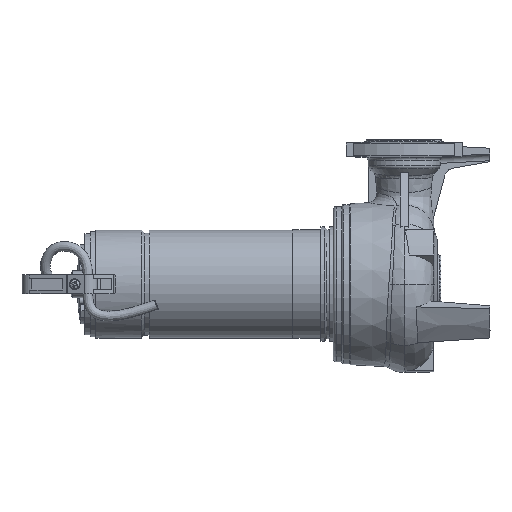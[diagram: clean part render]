
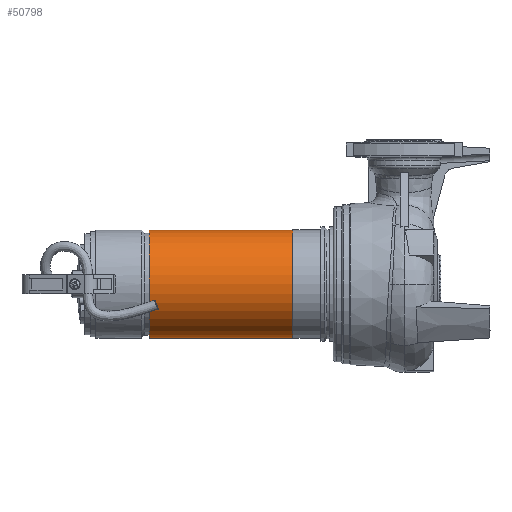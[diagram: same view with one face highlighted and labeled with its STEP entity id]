
A CAD part, left-side view. The second image highlights one B-rep face of the part: STEP entity #50798.
In plain terms, the highlighted cylindrical face has radius 56 mm (diameter 112 mm), a partial arc.
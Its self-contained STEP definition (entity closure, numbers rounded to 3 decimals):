
#952 = VERTEX_POINT ( 'NONE', #37793 ) ;
#2882 = CARTESIAN_POINT ( 'NONE',  ( 0., 292.501, 0. ) ) ;
#4622 = EDGE_CURVE ( 'NONE', #7930, #22424, #17020, .T. ) ;
#5657 = AXIS2_PLACEMENT_3D ( 'NONE', #26930, #31570, #47388 ) ;
#7464 = CARTESIAN_POINT ( 'NONE',  ( 0., 292.501, -56. ) ) ;
#7930 = VERTEX_POINT ( 'NONE', #7464 ) ;
#8460 = DIRECTION ( 'NONE',  ( 0., -1., 0. ) ) ;
#13131 = EDGE_CURVE ( 'NONE', #22424, #41046, #13789, .T. ) ;
#13206 = EDGE_LOOP ( 'NONE', ( #51276, #15358, #25702, #15788 ) ) ;
#13789 = CIRCLE ( 'NONE', #36998, 56. ) ;
#14144 = VECTOR ( 'NONE', #8460, 1000. ) ;
#15358 = ORIENTED_EDGE ( 'NONE', *, *, #48301, .T. ) ;
#15788 = ORIENTED_EDGE ( 'NONE', *, *, #13131, .T. ) ;
#17020 = LINE ( 'NONE', #47421, #14144 ) ;
#18682 = CARTESIAN_POINT ( 'NONE',  ( 0., 143.501, -56. ) ) ;
#20521 = CARTESIAN_POINT ( 'NONE',  ( 0., 143.501, 0. ) ) ;
#20918 = EDGE_CURVE ( 'NONE', #952, #41046, #39230, .T. ) ;
#22424 = VERTEX_POINT ( 'NONE', #18682 ) ;
#23397 = DIRECTION ( 'NONE',  ( 0., -1., 0. ) ) ;
#24177 = DIRECTION ( 'NONE',  ( 0., 0., -1. ) ) ;
#24729 = AXIS2_PLACEMENT_3D ( 'NONE', #2882, #23397, #50138 ) ;
#25582 = CARTESIAN_POINT ( 'NONE',  ( 0., 143.501, 56. ) ) ;
#25702 = ORIENTED_EDGE ( 'NONE', *, *, #4622, .T. ) ;
#26930 = CARTESIAN_POINT ( 'NONE',  ( 0., 292.501, 0. ) ) ;
#27545 = CARTESIAN_POINT ( 'NONE',  ( 0., 292.501, 56. ) ) ;
#31189 = DIRECTION ( 'NONE',  ( 0., -1., 0. ) ) ;
#31570 = DIRECTION ( 'NONE',  ( 0., -1., 0. ) ) ;
#36998 = AXIS2_PLACEMENT_3D ( 'NONE', #20521, #48300, #24177 ) ;
#37793 = CARTESIAN_POINT ( 'NONE',  ( 0., 292.501, 56. ) ) ;
#39230 = LINE ( 'NONE', #27545, #45611 ) ;
#41046 = VERTEX_POINT ( 'NONE', #25582 ) ;
#43505 = FACE_OUTER_BOUND ( 'NONE', #13206, .T. ) ;
#45611 = VECTOR ( 'NONE', #31189, 1000. ) ;
#46300 = CIRCLE ( 'NONE', #24729, 56. ) ;
#46893 = CYLINDRICAL_SURFACE ( 'NONE', #5657, 56. ) ;
#47388 = DIRECTION ( 'NONE',  ( 0., 0., -1. ) ) ;
#47421 = CARTESIAN_POINT ( 'NONE',  ( 0., 292.501, -56. ) ) ;
#48300 = DIRECTION ( 'NONE',  ( 0., 1., 0. ) ) ;
#48301 = EDGE_CURVE ( 'NONE', #952, #7930, #46300, .T. ) ;
#50138 = DIRECTION ( 'NONE',  ( 0., 0., -1. ) ) ;
#50798 = ADVANCED_FACE ( 'NONE', ( #43505 ), #46893, .T. ) ;
#51276 = ORIENTED_EDGE ( 'NONE', *, *, #20918, .F. ) ;
